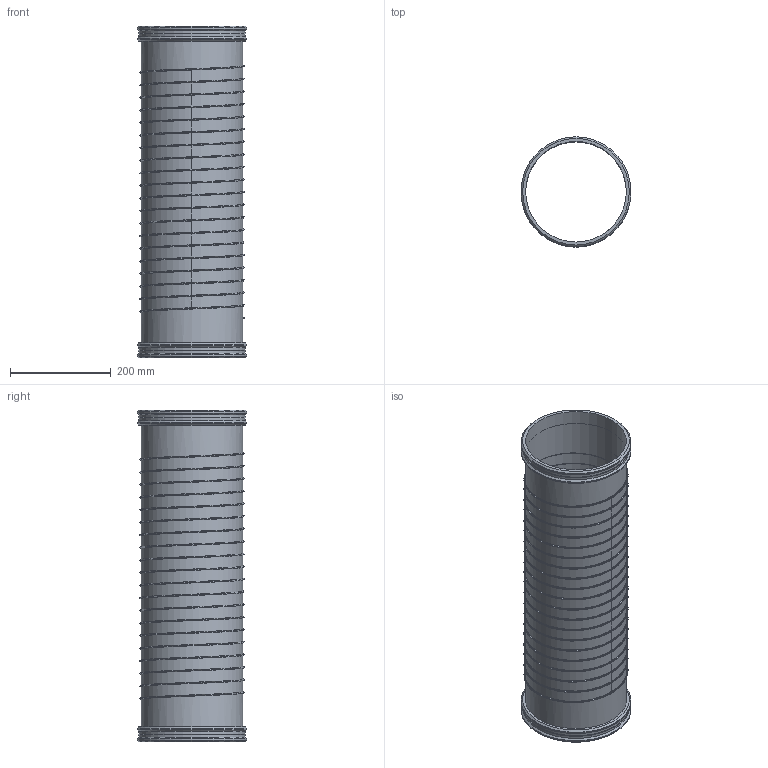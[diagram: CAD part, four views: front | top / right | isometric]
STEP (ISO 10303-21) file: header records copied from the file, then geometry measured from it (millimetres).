
FILE_DESCRIPTION(/* description */ (''),/* implementation_level */ '2;1');
FILE_NAME(/* name */ 'cc24dcee-487d-465f-ac7b-b956070bc91e.stp',/* time_stamp */ '2020-07-15T22:13:01+00:00',/* author */ (''),/* organization */ (''),/* preprocessor_version */ 'ST-DEVELOPER v18.1',/* originating_system */ 'Autodesk Translation Framework v9.3.0.1241',/* authorisation */ '');
FILE_SCHEMA (('AUTOMOTIVE_DESIGN { 1 0 10303 214 3 1 1 }'));
Length unit declared in the file: millimetre
Products named in the file (1): 23087 BFM Flexi 200mm x 600mm L
Bounding box: 218.4 x 218.4 x 658.8 mm (x, y, z)
Volume: 684408 mm3; surface area: 961916.2 mm2
Topology: 2 solids, 2 shells, 49 faces, 114 edges, 70 vertices
Faces by surface type: cylinder 29, cone 13, plane 5, bspline 2
Full cylindrical faces by diameter (mm): 200 x1, 201.8 x20, 211.8 x4, 218.4 x4
Entity records: 10316 total; most frequent: CARTESIAN_POINT 9218, ORIENTED_EDGE 232, DIRECTION 199, EDGE_CURVE 116, AXIS2_PLACEMENT_3D 78, VERTEX_POINT 72, EDGE_LOOP 52, FACE_OUTER_BOUND 49
